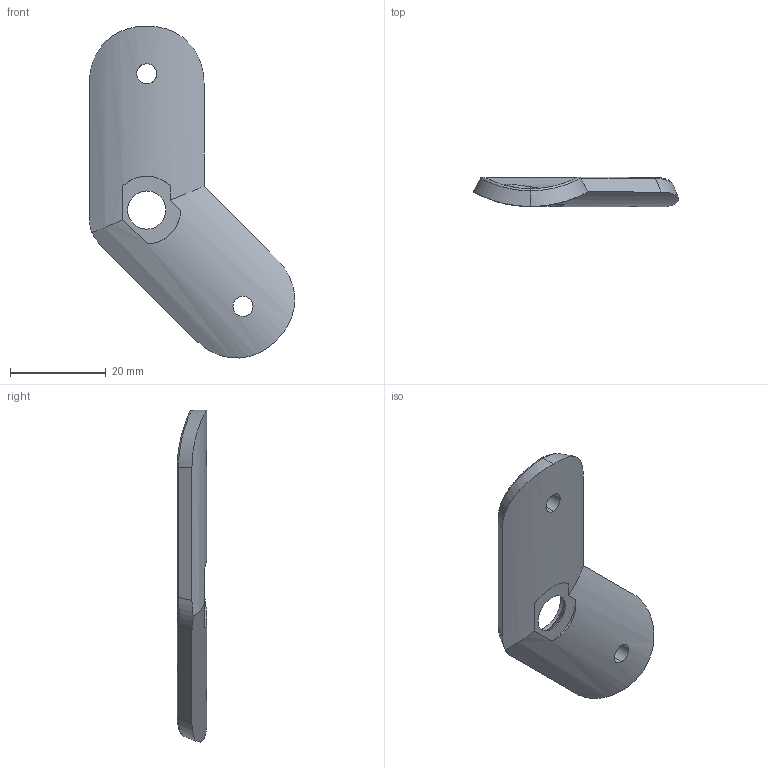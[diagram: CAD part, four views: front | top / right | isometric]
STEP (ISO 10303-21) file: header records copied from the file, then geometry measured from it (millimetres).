
FILE_DESCRIPTION (( 'STEP AP203' ), '1' );
FILE_NAME ('60178-240-4.step', '2019-03-20T12:34:21', ( '' ), ( '' ), 'SwSTEP 2.0', 'SolidWorks 2015', '' );
FILE_SCHEMA (( 'CONFIG_CONTROL_DESIGN' ));
Length unit declared in the file: millimetre
Products named in the file (1): 60178-240-4
Bounding box: 42.96 x 6.15 x 69.45 mm (x, y, z)
Volume: 5661.3 mm3; surface area: 3981.1 mm2
Topology: 1 solids, 1 shells, 273 faces, 713 edges, 470 vertices
Faces by surface type: plane 114, bspline 104, cylinder 53, cone 2
Entity records: 13443 total; most frequent: CARTESIAN_POINT 7411, ORIENTED_EDGE 1426, DIRECTION 895, EDGE_CURVE 713, VERTEX_POINT 470, VECTOR 335, LINE 335, EDGE_LOOP 307
